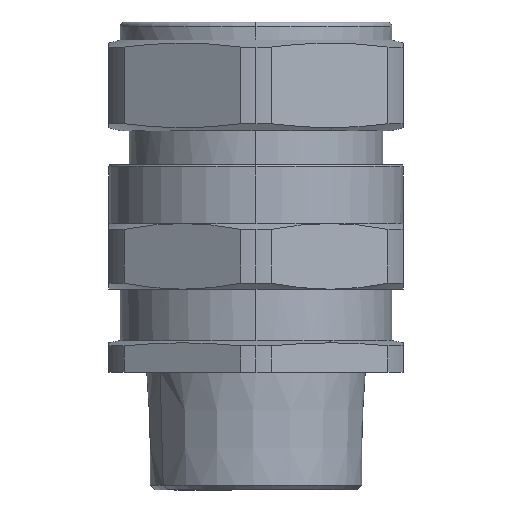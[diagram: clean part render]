
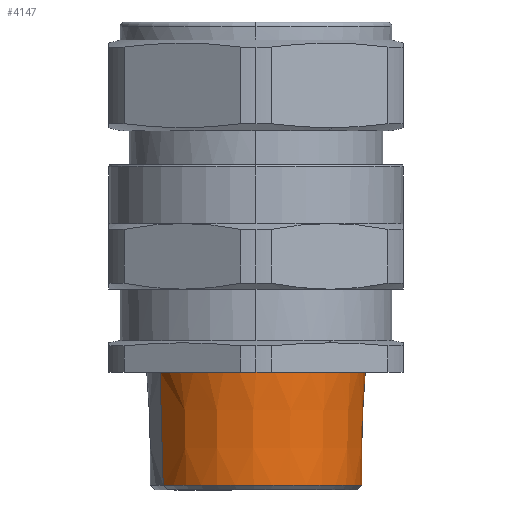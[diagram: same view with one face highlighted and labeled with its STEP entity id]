
A CAD part, front view. The second image highlights one B-rep face of the part: STEP entity #4147.
In plain terms, the highlighted conical face has half-angle 1.78 degrees and reference radius 23.322 mm.
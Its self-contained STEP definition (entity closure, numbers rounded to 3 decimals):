
#3912=AXIS2_PLACEMENT_3D('Circle Axis2P3D',#3910,#3911,$) ;
#3919=AXIS2_PLACEMENT_3D('Circle Axis2P3D',#3917,#3918,$) ;
#4119=AXIS2_PLACEMENT_3D('Cone Axis2P3D',#4116,#4117,#4118) ;
#4137=AXIS2_PLACEMENT_3D('Circle Axis2P3D',#4135,#4136,$) ;
#3905=CARTESIAN_POINT('Vertex',(11.324,24.181,-30.525)) ;
#3910=CARTESIAN_POINT('Axis2P3D Location',(32.5,35.75,-30.525)) ;
#3914=CARTESIAN_POINT('Vertex',(32.5,11.62,-30.525)) ;
#3917=CARTESIAN_POINT('Axis2P3D Location',(32.5,35.75,-30.525)) ;
#3921=CARTESIAN_POINT('Vertex',(53.676,47.319,-30.525)) ;
#4116=CARTESIAN_POINT('Axis2P3D Location',(32.5,35.75,-56.525)) ;
#4121=CARTESIAN_POINT('Line Origine',(53.322,47.125,-43.525)) ;
#4125=CARTESIAN_POINT('Vertex',(52.995,46.947,-55.493)) ;
#4128=CARTESIAN_POINT('Line Origine',(11.678,24.375,-43.525)) ;
#4132=CARTESIAN_POINT('Vertex',(12.005,24.553,-55.493)) ;
#4135=CARTESIAN_POINT('Axis2P3D Location',(32.5,35.75,-55.493)) ;
#3911=DIRECTION('Axis2P3D Direction',(0.,0.,-1.)) ;
#3918=DIRECTION('Axis2P3D Direction',(0.,0.,-1.)) ;
#4117=DIRECTION('Axis2P3D Direction',(0.,0.,1.)) ;
#4118=DIRECTION('Axis2P3D XDirection',(0.878,0.479,0.)) ;
#4122=DIRECTION('Vector Direction',(0.027,0.015,1.)) ;
#4129=DIRECTION('Vector Direction',(-0.027,-0.015,1.)) ;
#4136=DIRECTION('Axis2P3D Direction',(0.,0.,1.)) ;
#4123=VECTOR('Line Direction',#4122,1.) ;
#4130=VECTOR('Line Direction',#4129,1.) ;
#4141=ORIENTED_EDGE('',*,*,#4127,.T.) ;
#4142=ORIENTED_EDGE('',*,*,#3923,.T.) ;
#4143=ORIENTED_EDGE('',*,*,#3916,.T.) ;
#4144=ORIENTED_EDGE('',*,*,#4134,.F.) ;
#4145=ORIENTED_EDGE('',*,*,#4139,.T.) ;
#4147=ADVANCED_FACE('PartBody',(#4146),#4120,.T.) ;
#3913=CIRCLE('generated circle',#3912,24.13) ;
#3920=CIRCLE('generated circle',#3919,24.13) ;
#4138=CIRCLE('generated circle',#4137,23.354) ;
#4120=CONICAL_SURFACE('Cone',#4119,23.322,0.031) ;
#3916=EDGE_CURVE('',#3915,#3906,#3913,.T.) ;
#3923=EDGE_CURVE('',#3922,#3915,#3920,.T.) ;
#4127=EDGE_CURVE('',#4126,#3922,#4124,.T.) ;
#4134=EDGE_CURVE('',#4133,#3906,#4131,.T.) ;
#4139=EDGE_CURVE('',#4133,#4126,#4138,.T.) ;
#4140=EDGE_LOOP('',(#4141,#4142,#4143,#4144,#4145)) ;
#4146=FACE_OUTER_BOUND('',#4140,.T.) ;
#4124=LINE('Line',#4121,#4123) ;
#4131=LINE('Line',#4128,#4130) ;
#3906=VERTEX_POINT('',#3905) ;
#3915=VERTEX_POINT('',#3914) ;
#3922=VERTEX_POINT('',#3921) ;
#4126=VERTEX_POINT('',#4125) ;
#4133=VERTEX_POINT('',#4132) ;
